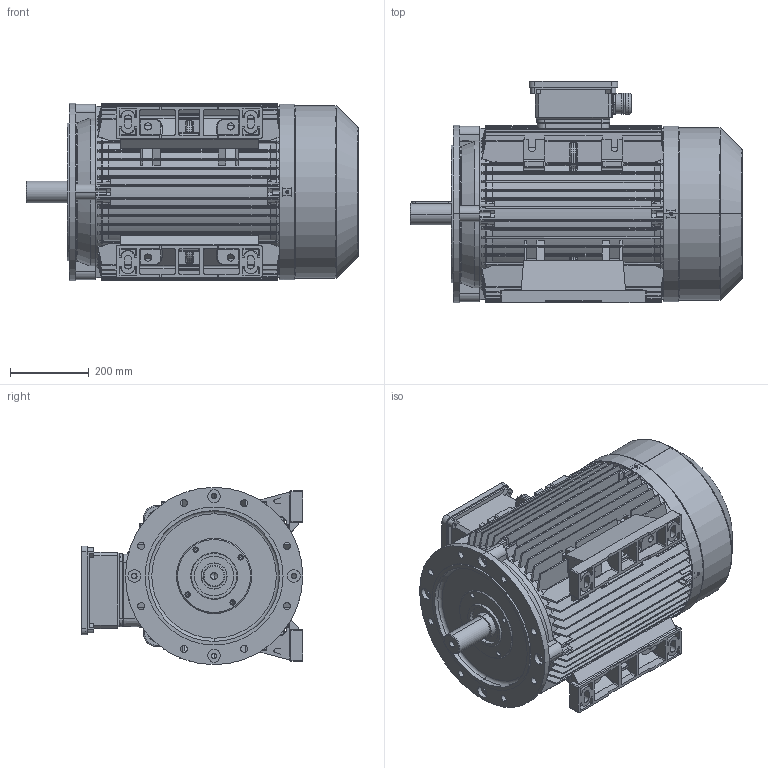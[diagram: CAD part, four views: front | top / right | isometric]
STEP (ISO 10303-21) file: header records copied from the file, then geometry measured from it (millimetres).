
FILE_DESCRIPTION (( 'STEP AP214' ), '1' );
FILE_NAME ('FCAP225 M-B3 B5-IC411-2 POLES-TB TOP.STEP', '2024-10-01T06:34:03', ( '' ), ( '' ), 'SwSTEP 2.0', 'SolidWorks 2024', '' );
FILE_SCHEMA (( 'AUTOMOTIVE_DESIGN' ));
Length unit declared in the file: millimetre
Products named in the file (17): Tappo M50; Copriventola C250T; PRESSACAVO M50; Flangia FC225M - diam.450; Albero 225M serie 2POLI ventilato; Targhetta motore_LAMIERA ALLUMINIO; Piede 225M; Scudo serie 225M con fori encoder; FCAP225 M-B3 B5-IC411-2 POLES-TB TOP; Coprimorsettiera  225T-250T; Guarnizione scatola-coperchio 225T-250T; parallel_din_Parallel key A16 x 10 x 100 DIN 6885; Guarnizione scatola-motore 225-250T; Coperchio scatola morsetti 225T-250T; chiodino targhetta d.3.2x6; Scatola morsetti 225T-250T; Carcassa 250T
Assembly tree (17 placements, depth 3):
  FCAP225 M-B3 B5-IC411-2 POLES-TB TOP
    Albero 225M serie 2POLI ventilato
    parallel_din_Parallel key A16 x 10 x 100 DIN 6885
    Scudo serie 225M con fori encoder
    Copriventola C250T
    Targhetta motore_LAMIERA ALLUMINIO
    chiodino targhetta d.3.2x6
    Piede 225M  x2
    Carcassa 250T
    Coprimorsettiera  225T-250T
      Scatola morsetti 225T-250T
      Guarnizione scatola-coperchio 225T-250T
      Guarnizione scatola-motore 225-250T
      Coperchio scatola morsetti 225T-250T
      Tappo M50
      PRESSACAVO M50
    Flangia FC225M - diam.450
Bounding box: 842.5 x 562 x 450 mm (x, y, z)
Volume: 21842947 mm3; surface area: 5563203.5 mm2
Topology: 19 solids, 20 shells, 5921 faces, 16668 edges, 10751 vertices
Faces by surface type: plane 3468, cylinder 1351, torus 405, cone 352, bspline 293, sphere 52
Entity records: 203257 total; most frequent: CARTESIAN_POINT 58467, ORIENTED_EDGE 31650, DIRECTION 27349, EDGE_CURVE 15825, LINE 10527, VECTOR 10527, VERTEX_POINT 10293, AXIS2_PLACEMENT_3D 8411
